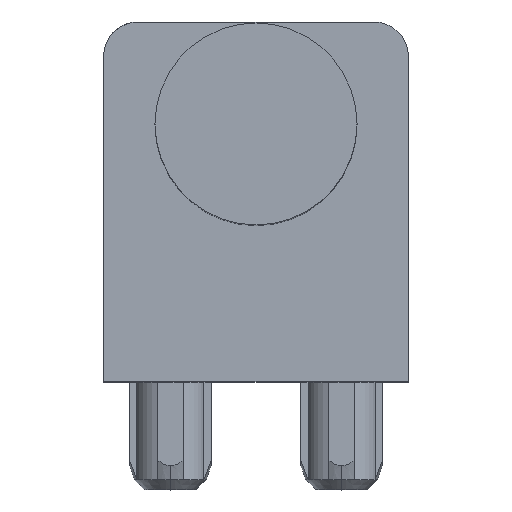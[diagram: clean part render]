
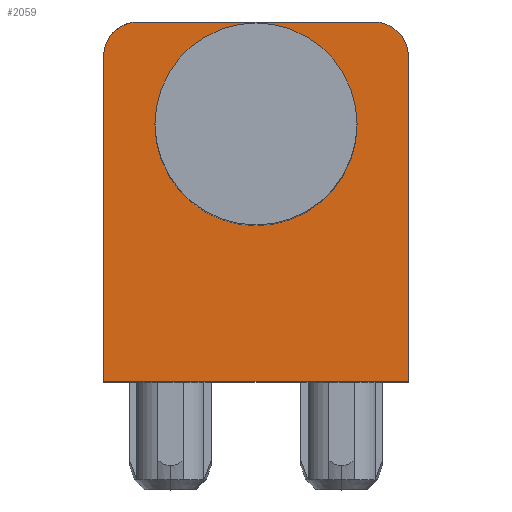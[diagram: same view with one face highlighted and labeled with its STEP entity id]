
A CAD part, top view. The second image highlights one B-rep face of the part: STEP entity #2059.
In plain terms, the highlighted planar face has unit normal (0, 0, 1).
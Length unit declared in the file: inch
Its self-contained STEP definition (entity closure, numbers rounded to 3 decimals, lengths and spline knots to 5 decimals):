
#40 = CARTESIAN_POINT ( 'NONE',  ( 0.089, 0., 0.099 ) ) ;
#46 = DIRECTION ( 'NONE',  ( 0., 0., 1. ) ) ;
#50 = EDGE_LOOP ( 'NONE', ( #988, #744 ) ) ;
#98 = DIRECTION ( 'NONE',  ( -1., 0., 0. ) ) ;
#196 = VERTEX_POINT ( 'NONE', #1392 ) ;
#304 = EDGE_CURVE ( 'NONE', #1232, #1504, #508, .T. ) ;
#346 = DIRECTION ( 'NONE',  ( 1., 0., 0. ) ) ;
#407 = AXIS2_PLACEMENT_3D ( 'NONE', #1850, #1007, #346 ) ;
#430 = VERTEX_POINT ( 'NONE', #1446 ) ;
#508 = CIRCLE ( 'NONE', #407, 0.059 ) ;
#515 = EDGE_CURVE ( 'NONE', #430, #938, #2124, .T. ) ;
#590 = DIRECTION ( 'NONE',  ( 0., 0., 1. ) ) ;
#649 = EDGE_CURVE ( 'NONE', #196, #2069, #1670, .T. ) ;
#744 = ORIENTED_EDGE ( 'NONE', *, *, #1415, .F. ) ;
#766 = FACE_BOUND ( 'NONE', #50, .T. ) ;
#777 = CARTESIAN_POINT ( 'NONE',  ( -0.069, 0.21, 0.099 ) ) ;
#792 = EDGE_CURVE ( 'NONE', #430, #908, #1529, .T. ) ;
#890 = AXIS2_PLACEMENT_3D ( 'NONE', #1728, #1032, #1080 ) ;
#908 = VERTEX_POINT ( 'NONE', #1235 ) ;
#938 = VERTEX_POINT ( 'NONE', #1952 ) ;
#952 = FACE_OUTER_BOUND ( 'NONE', #2095, .T. ) ;
#979 = AXIS2_PLACEMENT_3D ( 'NONE', #1491, #1699, #2160 ) ;
#981 = ORIENTED_EDGE ( 'NONE', *, *, #1219, .T. ) ;
#988 = ORIENTED_EDGE ( 'NONE', *, *, #304, .F. ) ;
#1007 = DIRECTION ( 'NONE',  ( 0., 0., 1. ) ) ;
#1032 = DIRECTION ( 'NONE',  ( 0., 0., 1. ) ) ;
#1036 = CARTESIAN_POINT ( 'NONE',  ( 0.059, 0.15, 0.099 ) ) ;
#1063 = VECTOR ( 'NONE', #1540, 39.37008 ) ;
#1080 = DIRECTION ( 'NONE',  ( 1., 0., 0. ) ) ;
#1125 = CARTESIAN_POINT ( 'NONE',  ( 0.089, 0., 0.099 ) ) ;
#1206 = CARTESIAN_POINT ( 'NONE',  ( -0.069, 0.19, 0.099 ) ) ;
#1219 = EDGE_CURVE ( 'NONE', #908, #196, #1666, .T. ) ;
#1232 = VERTEX_POINT ( 'NONE', #1389 ) ;
#1235 = CARTESIAN_POINT ( 'NONE',  ( 0.089, 0.19, 0.099 ) ) ;
#1251 = DIRECTION ( 'NONE',  ( 1., 0., 0. ) ) ;
#1389 = CARTESIAN_POINT ( 'NONE',  ( -0.059, 0.15, 0.099 ) ) ;
#1392 = CARTESIAN_POINT ( 'NONE',  ( 0.069, 0.21, 0.099 ) ) ;
#1407 = CIRCLE ( 'NONE', #979, 0.059 ) ;
#1415 = EDGE_CURVE ( 'NONE', #1504, #1232, #1407, .T. ) ;
#1445 = EDGE_CURVE ( 'NONE', #2069, #1747, #2008, .T. ) ;
#1446 = CARTESIAN_POINT ( 'NONE',  ( 0.089, 0., 0.099 ) ) ;
#1454 = VECTOR ( 'NONE', #1803, 39.37008 ) ;
#1479 = VECTOR ( 'NONE', #2039, 39.37008 ) ;
#1491 = CARTESIAN_POINT ( 'NONE',  ( 0., 0.15, 0.099 ) ) ;
#1504 = VERTEX_POINT ( 'NONE', #1036 ) ;
#1529 = LINE ( 'NONE', #40, #1063 ) ;
#1536 = EDGE_CURVE ( 'NONE', #938, #1747, #1571, .T. ) ;
#1540 = DIRECTION ( 'NONE',  ( 0., 1., 0. ) ) ;
#1571 = LINE ( 'NONE', #2058, #1479 ) ;
#1595 = VECTOR ( 'NONE', #98, 39.37008 ) ;
#1613 = CARTESIAN_POINT ( 'NONE',  ( -0.089, 0.19, 0.099 ) ) ;
#1628 = CARTESIAN_POINT ( 'NONE',  ( 0.089, 0.21, 0.099 ) ) ;
#1666 = CIRCLE ( 'NONE', #890, 0.02 ) ;
#1670 = LINE ( 'NONE', #1628, #1454 ) ;
#1699 = DIRECTION ( 'NONE',  ( 0., 0., 1. ) ) ;
#1728 = CARTESIAN_POINT ( 'NONE',  ( 0.069, 0.19, 0.099 ) ) ;
#1747 = VERTEX_POINT ( 'NONE', #1613 ) ;
#1754 = AXIS2_PLACEMENT_3D ( 'NONE', #2112, #590, #1964 ) ;
#1802 = ORIENTED_EDGE ( 'NONE', *, *, #1445, .T. ) ;
#1803 = DIRECTION ( 'NONE',  ( -1., 0., 0. ) ) ;
#1850 = CARTESIAN_POINT ( 'NONE',  ( 0., 0.15, 0.099 ) ) ;
#1906 = ORIENTED_EDGE ( 'NONE', *, *, #1536, .F. ) ;
#1933 = ORIENTED_EDGE ( 'NONE', *, *, #792, .T. ) ;
#1952 = CARTESIAN_POINT ( 'NONE',  ( -0.089, 0., 0.099 ) ) ;
#1964 = DIRECTION ( 'NONE',  ( 1., 0., 0. ) ) ;
#1974 = PLANE ( 'NONE',  #1754 ) ;
#1976 = AXIS2_PLACEMENT_3D ( 'NONE', #1206, #46, #1251 ) ;
#2008 = CIRCLE ( 'NONE', #1976, 0.02 ) ;
#2039 = DIRECTION ( 'NONE',  ( 0., 1., 0. ) ) ;
#2050 = ORIENTED_EDGE ( 'NONE', *, *, #515, .F. ) ;
#2058 = CARTESIAN_POINT ( 'NONE',  ( -0.089, 0., 0.099 ) ) ;
#2059 = ADVANCED_FACE ( 'NONE', ( #766, #952 ), #1974, .T. ) ;
#2069 = VERTEX_POINT ( 'NONE', #777 ) ;
#2074 = ORIENTED_EDGE ( 'NONE', *, *, #649, .T. ) ;
#2095 = EDGE_LOOP ( 'NONE', ( #2074, #1802, #1906, #2050, #1933, #981 ) ) ;
#2112 = CARTESIAN_POINT ( 'NONE',  ( 0.089, 0., 0.099 ) ) ;
#2124 = LINE ( 'NONE', #1125, #1595 ) ;
#2160 = DIRECTION ( 'NONE',  ( 1., 0., 0. ) ) ;
